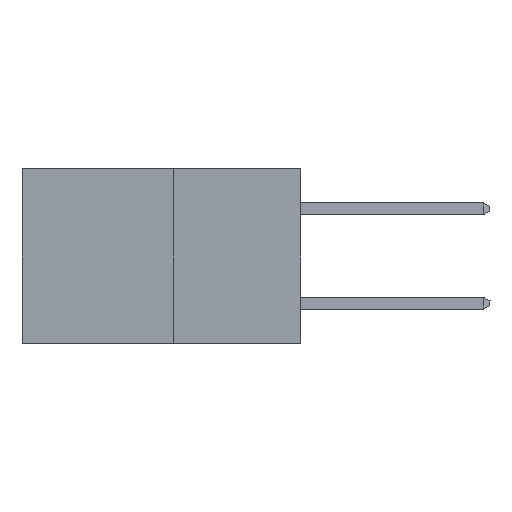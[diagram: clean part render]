
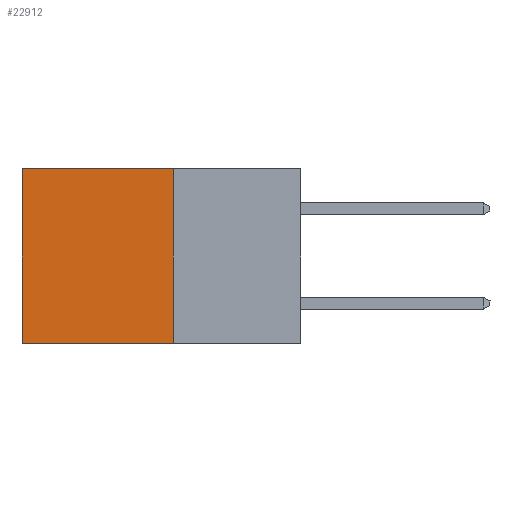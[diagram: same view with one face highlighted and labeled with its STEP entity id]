
A CAD part, left-side view. The second image highlights one B-rep face of the part: STEP entity #22912.
In plain terms, the highlighted planar face has unit normal (-1, 0, 0).
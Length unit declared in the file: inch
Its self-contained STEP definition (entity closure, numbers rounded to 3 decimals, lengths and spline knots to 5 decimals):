
#430 = VECTOR ( 'NONE', #3754, 39.37008 ) ;
#577 = DIRECTION ( 'NONE',  ( 0., 1., 0. ) ) ;
#578 = VERTEX_POINT ( 'NONE', #8053 ) ;
#862 = VECTOR ( 'NONE', #11992, 39.37008 ) ;
#1780 = EDGE_CURVE ( 'NONE', #6857, #17424, #11810, .T. ) ;
#1972 = EDGE_LOOP ( 'NONE', ( #12276, #8138, #13886, #19335 ) ) ;
#2638 = CARTESIAN_POINT ( 'NONE',  ( 0.277, 0.27, 0. ) ) ;
#3396 = LINE ( 'NONE', #9952, #21411 ) ;
#3754 = DIRECTION ( 'NONE',  ( 0., 0., -1. ) ) ;
#5202 = DIRECTION ( 'NONE',  ( 1., 0., 0. ) ) ;
#5896 = LINE ( 'NONE', #14653, #430 ) ;
#6857 = VERTEX_POINT ( 'NONE', #2638 ) ;
#7710 = EDGE_CURVE ( 'NONE', #17424, #578, #3396, .T. ) ;
#8053 = CARTESIAN_POINT ( 'NONE',  ( 0.277, 0.59, -0.37 ) ) ;
#8138 = ORIENTED_EDGE ( 'NONE', *, *, #19031, .F. ) ;
#9952 = CARTESIAN_POINT ( 'NONE',  ( 0.277, 0.59, -0.37 ) ) ;
#10324 = CARTESIAN_POINT ( 'NONE',  ( 0.277, 0.27, -0.37 ) ) ;
#11234 = VECTOR ( 'NONE', #577, 39.37008 ) ;
#11810 = LINE ( 'NONE', #19431, #11234 ) ;
#11992 = DIRECTION ( 'NONE',  ( 0., 1., 0. ) ) ;
#12276 = ORIENTED_EDGE ( 'NONE', *, *, #7710, .T. ) ;
#13886 = ORIENTED_EDGE ( 'NONE', *, *, #15751, .F. ) ;
#14125 = AXIS2_PLACEMENT_3D ( 'NONE', #16068, #5202, #17844 ) ;
#14653 = CARTESIAN_POINT ( 'NONE',  ( 0.277, 0.27, -0.37 ) ) ;
#15511 = CARTESIAN_POINT ( 'NONE',  ( 0.277, 0.59, 0. ) ) ;
#15751 = EDGE_CURVE ( 'NONE', #6857, #18254, #5896, .T. ) ;
#16068 = CARTESIAN_POINT ( 'NONE',  ( 0.277, 0.27, -0.37 ) ) ;
#16631 = DIRECTION ( 'NONE',  ( 0., 0., -1. ) ) ;
#17424 = VERTEX_POINT ( 'NONE', #15511 ) ;
#17844 = DIRECTION ( 'NONE',  ( 0., 0., -1. ) ) ;
#18254 = VERTEX_POINT ( 'NONE', #10324 ) ;
#19031 = EDGE_CURVE ( 'NONE', #18254, #578, #19553, .T. ) ;
#19055 = CARTESIAN_POINT ( 'NONE',  ( 0.277, 0.27, -0.37 ) ) ;
#19335 = ORIENTED_EDGE ( 'NONE', *, *, #1780, .T. ) ;
#19431 = CARTESIAN_POINT ( 'NONE',  ( 0.277, 0.27, 0. ) ) ;
#19553 = LINE ( 'NONE', #19055, #862 ) ;
#20460 = FACE_OUTER_BOUND ( 'NONE', #1972, .T. ) ;
#21320 = PLANE ( 'NONE',  #14125 ) ;
#21411 = VECTOR ( 'NONE', #16631, 39.37008 ) ;
#22912 = ADVANCED_FACE ( 'NONE', ( #20460 ), #21320, .F. ) ;
